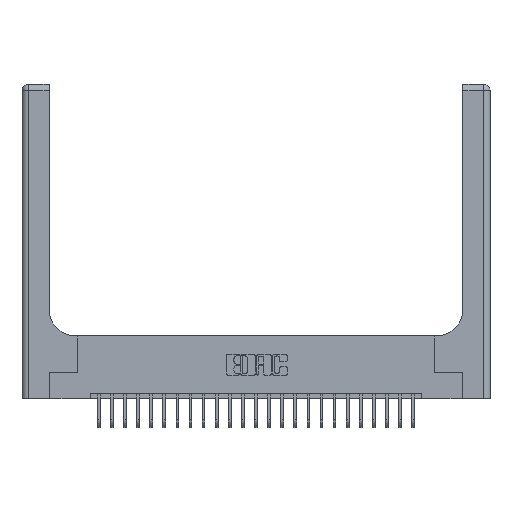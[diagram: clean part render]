
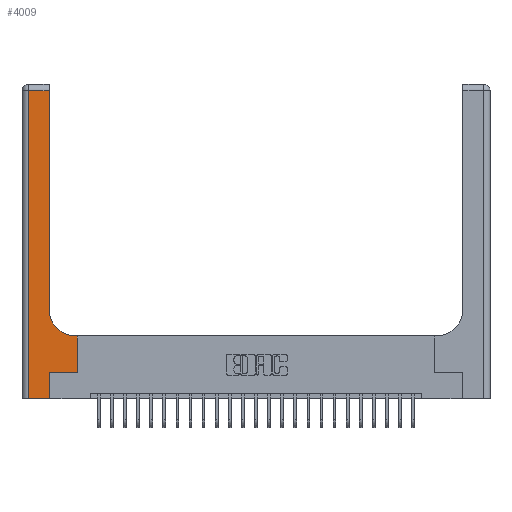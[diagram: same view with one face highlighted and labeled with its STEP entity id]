
A CAD part, top view. The second image highlights one B-rep face of the part: STEP entity #4009.
In plain terms, the highlighted planar face has unit normal (0, 0, 1).
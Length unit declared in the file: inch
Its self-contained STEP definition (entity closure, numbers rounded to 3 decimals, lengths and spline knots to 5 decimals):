
#15 = ORIENTED_EDGE ( 'NONE', *, *, #17896, .T. ) ;
#295 = AXIS2_PLACEMENT_3D ( 'NONE', #1080, #13596, #2879 ) ;
#446 = DIRECTION ( 'NONE',  ( 0., 0., -1. ) ) ;
#907 = CARTESIAN_POINT ( 'NONE',  ( 0.06, 3., 0.37 ) ) ;
#1080 = CARTESIAN_POINT ( 'NONE',  ( 0.51, 0.85, 0.37 ) ) ;
#1908 = VERTEX_POINT ( 'NONE', #11511 ) ;
#1992 = LINE ( 'NONE', #907, #20440 ) ;
#2029 = ORIENTED_EDGE ( 'NONE', *, *, #19503, .T. ) ;
#2153 = EDGE_CURVE ( 'NONE', #12389, #20498, #22453, .T. ) ;
#2221 = ORIENTED_EDGE ( 'NONE', *, *, #3695, .T. ) ;
#2239 = AXIS2_PLACEMENT_3D ( 'NONE', #11160, #446, #12945 ) ;
#2328 = EDGE_CURVE ( 'NONE', #1908, #8826, #18565, .T. ) ;
#2831 = LINE ( 'NONE', #19345, #11800 ) ;
#2869 = CARTESIAN_POINT ( 'NONE',  ( 0.26, 3., 0.37 ) ) ;
#2879 = DIRECTION ( 'NONE',  ( 1., 0., 0. ) ) ;
#2922 = LINE ( 'NONE', #2869, #11888 ) ;
#3296 = VERTEX_POINT ( 'NONE', #12452 ) ;
#3313 = VECTOR ( 'NONE', #8026, 39.37008 ) ;
#3332 = DIRECTION ( 'NONE',  ( 0., 1., 0. ) ) ;
#3473 = VECTOR ( 'NONE', #6552, 39.37008 ) ;
#3695 = EDGE_CURVE ( 'NONE', #20498, #8954, #10177, .T. ) ;
#4009 = ADVANCED_FACE ( 'NONE', ( #12928 ), #5732, .F. ) ;
#4628 = DIRECTION ( 'NONE',  ( 0., 1., 0. ) ) ;
#4874 = VECTOR ( 'NONE', #5891, 39.37008 ) ;
#5732 = PLANE ( 'NONE',  #2239 ) ;
#5891 = DIRECTION ( 'NONE',  ( 0., 1., 0. ) ) ;
#6212 = CARTESIAN_POINT ( 'NONE',  ( 0.06, 2.94, 0.37 ) ) ;
#6552 = DIRECTION ( 'NONE',  ( -1., 0., 0. ) ) ;
#6657 = ORIENTED_EDGE ( 'NONE', *, *, #22048, .T. ) ;
#6818 = EDGE_CURVE ( 'NONE', #19612, #1908, #2831, .T. ) ;
#6852 = EDGE_CURVE ( 'NONE', #18416, #12389, #7032, .T. ) ;
#7032 = LINE ( 'NONE', #19421, #11224 ) ;
#7326 = VERTEX_POINT ( 'NONE', #6212 ) ;
#8026 = DIRECTION ( 'NONE',  ( 1., 0., 0. ) ) ;
#8826 = VERTEX_POINT ( 'NONE', #10770 ) ;
#8954 = VERTEX_POINT ( 'NONE', #21934 ) ;
#9281 = ORIENTED_EDGE ( 'NONE', *, *, #2328, .T. ) ;
#9513 = CARTESIAN_POINT ( 'NONE',  ( 0.528, 0.6, 0.37 ) ) ;
#10177 = CIRCLE ( 'NONE', #295, 0.25 ) ;
#10324 = ORIENTED_EDGE ( 'NONE', *, *, #10723, .T. ) ;
#10705 = CARTESIAN_POINT ( 'NONE',  ( 0.26, 0.6, 0.37 ) ) ;
#10723 = EDGE_CURVE ( 'NONE', #8954, #3296, #2922, .T. ) ;
#10770 = CARTESIAN_POINT ( 'NONE',  ( 0.265, 0.25, 0.37 ) ) ;
#10940 = ORIENTED_EDGE ( 'NONE', *, *, #6818, .T. ) ;
#11160 = CARTESIAN_POINT ( 'NONE',  ( 0., 3., 0.37 ) ) ;
#11224 = VECTOR ( 'NONE', #3332, 39.37008 ) ;
#11511 = CARTESIAN_POINT ( 'NONE',  ( 0.265, 0., 0.37 ) ) ;
#11592 = CARTESIAN_POINT ( 'NONE',  ( 0.51, 0.6, 0.37 ) ) ;
#11800 = VECTOR ( 'NONE', #22823, 39.37008 ) ;
#11876 = CARTESIAN_POINT ( 'NONE',  ( 0., 2.94, 0.37 ) ) ;
#11888 = VECTOR ( 'NONE', #4628, 39.37008 ) ;
#12389 = VERTEX_POINT ( 'NONE', #9513 ) ;
#12452 = CARTESIAN_POINT ( 'NONE',  ( 0.26, 2.94, 0.37 ) ) ;
#12502 = DIRECTION ( 'NONE',  ( -1., 0., 0. ) ) ;
#12928 = FACE_OUTER_BOUND ( 'NONE', #21232, .T. ) ;
#12945 = DIRECTION ( 'NONE',  ( -1., 0., 0. ) ) ;
#13013 = VECTOR ( 'NONE', #12502, 39.37008 ) ;
#13148 = CARTESIAN_POINT ( 'NONE',  ( 0.528, 0.25, 0.37 ) ) ;
#13596 = DIRECTION ( 'NONE',  ( 0., 0., -1. ) ) ;
#13652 = CARTESIAN_POINT ( 'NONE',  ( 0.06, 0., 0.37 ) ) ;
#16589 = CARTESIAN_POINT ( 'NONE',  ( 0.265, 0., 0.37 ) ) ;
#16913 = CARTESIAN_POINT ( 'NONE',  ( 0.265, 0.25, 0.37 ) ) ;
#17188 = LINE ( 'NONE', #11876, #3473 ) ;
#17896 = EDGE_CURVE ( 'NONE', #7326, #19612, #1992, .T. ) ;
#18104 = LINE ( 'NONE', #16913, #3313 ) ;
#18416 = VERTEX_POINT ( 'NONE', #13148 ) ;
#18565 = LINE ( 'NONE', #16589, #4874 ) ;
#19345 = CARTESIAN_POINT ( 'NONE',  ( 0., 0., 0.37 ) ) ;
#19421 = CARTESIAN_POINT ( 'NONE',  ( 0.528, 0.25, 0.37 ) ) ;
#19503 = EDGE_CURVE ( 'NONE', #8826, #18416, #18104, .T. ) ;
#19612 = VERTEX_POINT ( 'NONE', #13652 ) ;
#20440 = VECTOR ( 'NONE', #20579, 39.37008 ) ;
#20498 = VERTEX_POINT ( 'NONE', #11592 ) ;
#20579 = DIRECTION ( 'NONE',  ( 0., -1., 0. ) ) ;
#21064 = ORIENTED_EDGE ( 'NONE', *, *, #6852, .T. ) ;
#21232 = EDGE_LOOP ( 'NONE', ( #10324, #6657, #15, #10940, #9281, #2029, #21064, #22479, #2221 ) ) ;
#21934 = CARTESIAN_POINT ( 'NONE',  ( 0.26, 0.85, 0.37 ) ) ;
#22048 = EDGE_CURVE ( 'NONE', #3296, #7326, #17188, .T. ) ;
#22453 = LINE ( 'NONE', #10705, #13013 ) ;
#22479 = ORIENTED_EDGE ( 'NONE', *, *, #2153, .T. ) ;
#22823 = DIRECTION ( 'NONE',  ( 1., 0., 0. ) ) ;
